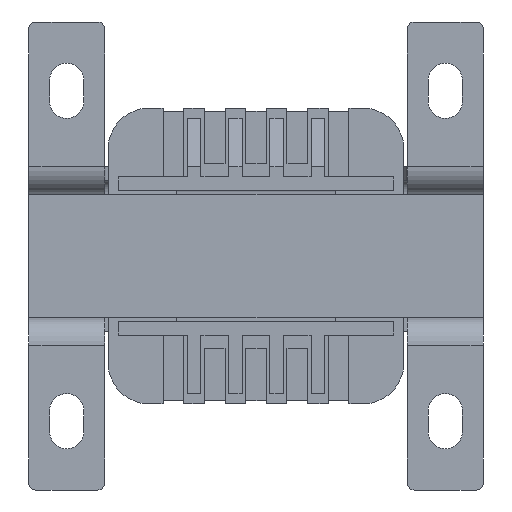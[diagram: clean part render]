
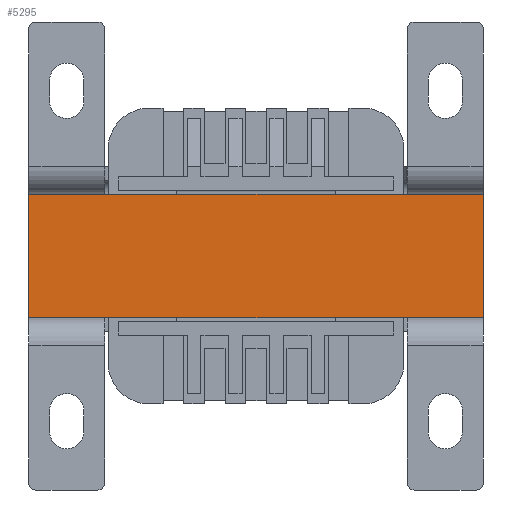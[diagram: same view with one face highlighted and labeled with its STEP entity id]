
A CAD part, front view. The second image highlights one B-rep face of the part: STEP entity #5295.
In plain terms, the highlighted planar face has unit normal (0, -1, 0).
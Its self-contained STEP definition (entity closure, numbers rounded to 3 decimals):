
#494 = ORIENTED_EDGE ( 'NONE', *, *, #12614, .T. ) ;
#572 = EDGE_CURVE ( 'NONE', #3778, #9178, #7425, .T. ) ;
#1765 = CARTESIAN_POINT ( 'NONE',  ( 66., 0., 18. ) ) ;
#2274 = ORIENTED_EDGE ( 'NONE', *, *, #2317, .T. ) ;
#2317 = EDGE_CURVE ( 'NONE', #10434, #3316, #12877, .T. ) ;
#2375 = ORIENTED_EDGE ( 'NONE', *, *, #4168, .F. ) ;
#2699 = ORIENTED_EDGE ( 'NONE', *, *, #572, .F. ) ;
#3316 = VERTEX_POINT ( 'NONE', #6309 ) ;
#3482 = DIRECTION ( 'NONE',  ( 0., 0., -1. ) ) ;
#3778 = VERTEX_POINT ( 'NONE', #5244 ) ;
#3797 = CARTESIAN_POINT ( 'NONE',  ( 0., 0., 0. ) ) ;
#4168 = EDGE_CURVE ( 'NONE', #9178, #3316, #9113, .T. ) ;
#4270 = VECTOR ( 'NONE', #9663, 1000. ) ;
#4763 = EDGE_LOOP ( 'NONE', ( #2274, #2375, #2699, #494 ) ) ;
#4821 = DIRECTION ( 'NONE',  ( 1., 0., 0. ) ) ;
#5244 = CARTESIAN_POINT ( 'NONE',  ( 0., 0., 18. ) ) ;
#5295 = ADVANCED_FACE ( 'NONE', ( #13610 ), #9904, .F. ) ;
#5958 = VECTOR ( 'NONE', #8789, 1000. ) ;
#6309 = CARTESIAN_POINT ( 'NONE',  ( 66., 0., 0. ) ) ;
#6807 = CARTESIAN_POINT ( 'NONE',  ( 66., 0., 18. ) ) ;
#6848 = DIRECTION ( 'NONE',  ( 0., 1., 0. ) ) ;
#7425 = LINE ( 'NONE', #12771, #4270 ) ;
#8371 = LINE ( 'NONE', #11907, #13757 ) ;
#8789 = DIRECTION ( 'NONE',  ( 0., 0., -1. ) ) ;
#8885 = CARTESIAN_POINT ( 'NONE',  ( 0., 0., 0. ) ) ;
#9113 = LINE ( 'NONE', #6807, #5958 ) ;
#9178 = VERTEX_POINT ( 'NONE', #1765 ) ;
#9663 = DIRECTION ( 'NONE',  ( 1., 0., 0. ) ) ;
#9904 = PLANE ( 'NONE',  #12691 ) ;
#9992 = DIRECTION ( 'NONE',  ( 0., 0., 1. ) ) ;
#10434 = VERTEX_POINT ( 'NONE', #3797 ) ;
#11907 = CARTESIAN_POINT ( 'NONE',  ( 0., 0., 18. ) ) ;
#12196 = VECTOR ( 'NONE', #4821, 1000. ) ;
#12614 = EDGE_CURVE ( 'NONE', #3778, #10434, #8371, .T. ) ;
#12691 = AXIS2_PLACEMENT_3D ( 'NONE', #13252, #6848, #9992 ) ;
#12771 = CARTESIAN_POINT ( 'NONE',  ( 0., 0., 18. ) ) ;
#12877 = LINE ( 'NONE', #8885, #12196 ) ;
#13252 = CARTESIAN_POINT ( 'NONE',  ( 0., 0., 18. ) ) ;
#13610 = FACE_OUTER_BOUND ( 'NONE', #4763, .T. ) ;
#13757 = VECTOR ( 'NONE', #3482, 1000. ) ;
